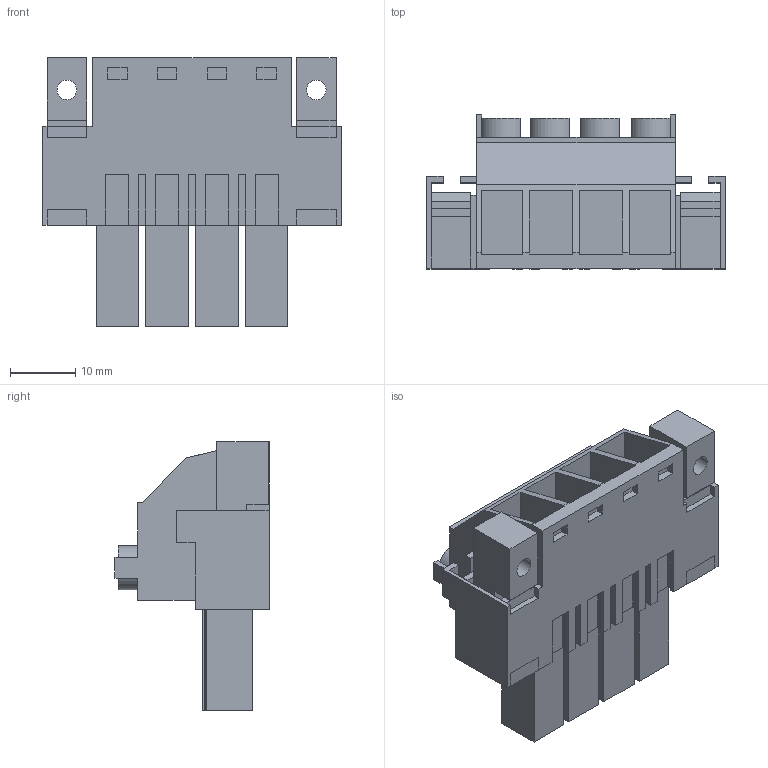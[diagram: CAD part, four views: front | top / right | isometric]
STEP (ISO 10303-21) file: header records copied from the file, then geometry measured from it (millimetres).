
FILE_DESCRIPTION(('CATIA V5 STEP Exchange','CAx-IF Rec.Pracs.--- Model Styling and Organization---1.4--- 2014-01-23'),'2;1');
FILE_NAME ('D1459322_1_1929760000_1929760000.stp','2023-05-02T08:50:51+00:00',('none'),('Weidmueller'),'CATIA Version 5-6 Release 2016 SP3 HF44','CATIA V5 STEP AP214','none');
FILE_SCHEMA(('AUTOMOTIVE_DESIGN { 1 0 10303 214 1 1 1 1 }'));
Length unit declared in the file: millimetre
Products named in the file (1): 1929760000
Bounding box: 45.72 x 23.6 x 41.2 mm (x, y, z)
Volume: 16301.6 mm3; surface area: 13034.1 mm2
Topology: 9 solids, 9 shells, 518 faces, 1409 edges, 938 vertices
Faces by surface type: plane 460, cylinder 50, extrusion 8
Entity records: 15790 total; most frequent: CARTESIAN_POINT 3131, ORIENTED_EDGE 2818, DIRECTION 2127, EDGE_CURVE 1409, VECTOR 1301, LINE 1293, VERTEX_POINT 938, EDGE_LOOP 571
